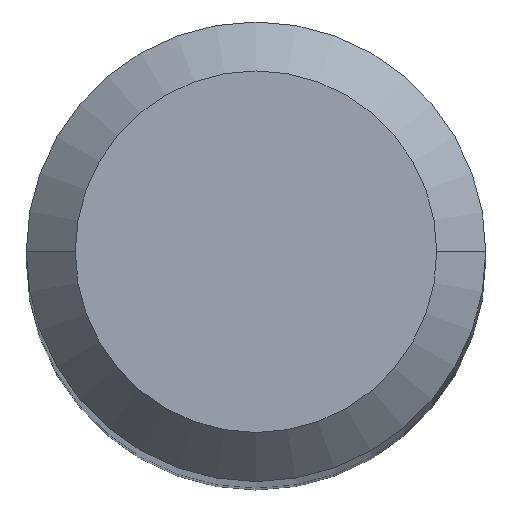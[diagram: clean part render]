
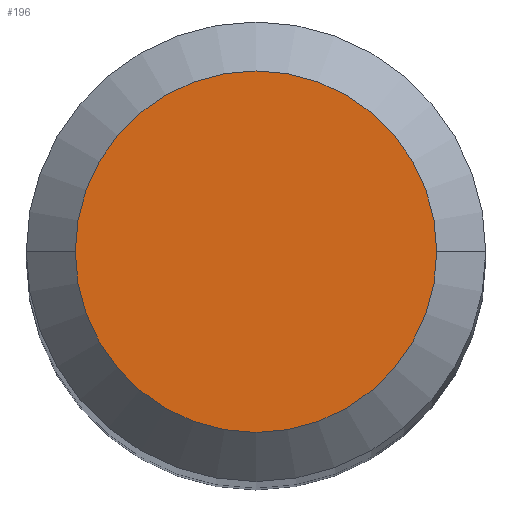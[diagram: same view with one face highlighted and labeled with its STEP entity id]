
A CAD part, top view. The second image highlights one B-rep face of the part: STEP entity #196.
In plain terms, the highlighted planar face has unit normal (0, 0, 1).
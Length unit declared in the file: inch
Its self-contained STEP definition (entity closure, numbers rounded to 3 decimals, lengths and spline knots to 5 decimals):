
#29 = VERTEX_POINT ( 'NONE', #204 ) ;
#36 = EDGE_CURVE ( 'NONE', #29, #216, #399, .T. ) ;
#46 = DIRECTION ( 'NONE',  ( 0., 0., 1. ) ) ;
#56 = FACE_OUTER_BOUND ( 'NONE', #368, .T. ) ;
#61 = AXIS2_PLACEMENT_3D ( 'NONE', #306, #212, #341 ) ;
#116 = CARTESIAN_POINT ( 'NONE',  ( 0., 0., 0. ) ) ;
#164 = CARTESIAN_POINT ( 'NONE',  ( 0.07375, 0., 0. ) ) ;
#196 = ADVANCED_FACE ( 'NONE', ( #56 ), #242, .F. ) ;
#201 = AXIS2_PLACEMENT_3D ( 'NONE', #235, #46, #202 ) ;
#202 = DIRECTION ( 'NONE',  ( 1., 0., 0. ) ) ;
#204 = CARTESIAN_POINT ( 'NONE',  ( -0.07375, 0., 0. ) ) ;
#212 = DIRECTION ( 'NONE',  ( 0., 0., -1. ) ) ;
#216 = VERTEX_POINT ( 'NONE', #164 ) ;
#235 = CARTESIAN_POINT ( 'NONE',  ( 0., 0., 0. ) ) ;
#241 = ORIENTED_EDGE ( 'NONE', *, *, #394, .T. ) ;
#242 = PLANE ( 'NONE',  #61 ) ;
#263 = CIRCLE ( 'NONE', #373, 0.07375 ) ;
#302 = DIRECTION ( 'NONE',  ( 0., 0., 1. ) ) ;
#305 = DIRECTION ( 'NONE',  ( 1., 0., 0. ) ) ;
#306 = CARTESIAN_POINT ( 'NONE',  ( 0., 0.07375, 0. ) ) ;
#341 = DIRECTION ( 'NONE',  ( -1., 0., 0. ) ) ;
#368 = EDGE_LOOP ( 'NONE', ( #416, #241 ) ) ;
#373 = AXIS2_PLACEMENT_3D ( 'NONE', #116, #302, #305 ) ;
#394 = EDGE_CURVE ( 'NONE', #216, #29, #263, .T. ) ;
#399 = CIRCLE ( 'NONE', #201, 0.07375 ) ;
#416 = ORIENTED_EDGE ( 'NONE', *, *, #36, .T. ) ;
